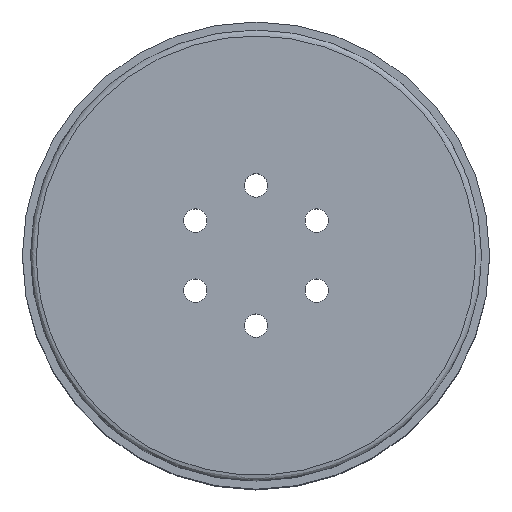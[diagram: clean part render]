
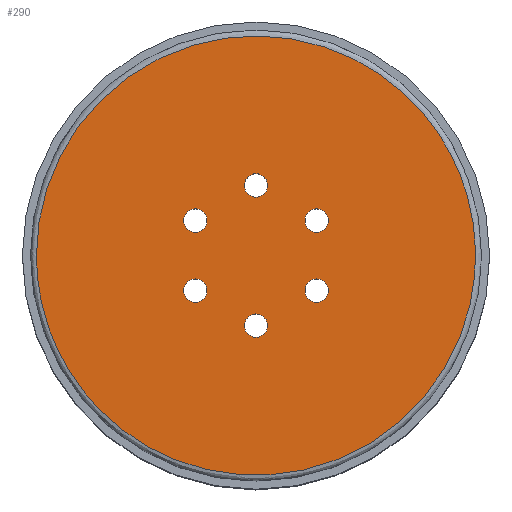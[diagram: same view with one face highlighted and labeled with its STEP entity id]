
A CAD part, top view. The second image highlights one B-rep face of the part: STEP entity #290.
In plain terms, the highlighted planar face has unit normal (0, 0, 1).
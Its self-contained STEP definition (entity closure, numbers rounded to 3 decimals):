
#6 = DIRECTION ( 'NONE',  ( 0., 0., -1. ) ) ;
#8 = EDGE_LOOP ( 'NONE', ( #172 ) ) ;
#40 = CARTESIAN_POINT ( 'NONE',  ( 18.798, 0., 18. ) ) ;
#58 = CARTESIAN_POINT ( 'NONE',  ( 0., -6., 18. ) ) ;
#62 = ORIENTED_EDGE ( 'NONE', *, *, #401, .T. ) ;
#67 = DIRECTION ( 'NONE',  ( 0., 0., -1. ) ) ;
#73 = FACE_BOUND ( 'NONE', #590, .T. ) ;
#74 = VERTEX_POINT ( 'NONE', #896 ) ;
#83 = EDGE_CURVE ( 'NONE', #346, #346, #674, .T. ) ;
#118 = EDGE_LOOP ( 'NONE', ( #245 ) ) ;
#144 =( BOUNDED_CURVE ( )  B_SPLINE_CURVE ( 3, ( #305, #786, #517, #376, #371, #588, #447 ),
 .UNSPECIFIED., .T., .F. ) 
 B_SPLINE_CURVE_WITH_KNOTS ( ( 4, 3, 4 ),
 ( 0., 0.5, 1. ),
 .UNSPECIFIED. ) 
 CURVE ( )  GEOMETRIC_REPRESENTATION_ITEM ( )  RATIONAL_B_SPLINE_CURVE ( ( 1., 0.333, 0.333, 1., 0.333, 0.333, 1. ) ) 
 REPRESENTATION_ITEM ( '' )  );
#148 = EDGE_CURVE ( 'NONE', #892, #892, #144, .T. ) ;
#162 = EDGE_CURVE ( 'NONE', #74, #74, #796, .T. ) ;
#172 = ORIENTED_EDGE ( 'NONE', *, *, #148, .F. ) ;
#192 = FACE_BOUND ( 'NONE', #118, .T. ) ;
#193 = VERTEX_POINT ( 'NONE', #754 ) ;
#196 = EDGE_LOOP ( 'NONE', ( #62 ) ) ;
#197 = CARTESIAN_POINT ( 'NONE',  ( 4.196, 3., 18. ) ) ;
#208 = EDGE_CURVE ( 'NONE', #871, #871, #549, .T. ) ;
#227 = CARTESIAN_POINT ( 'NONE',  ( -5.196, 3., 18. ) ) ;
#241 = AXIS2_PLACEMENT_3D ( 'NONE', #572, #758, #706 ) ;
#245 = ORIENTED_EDGE ( 'NONE', *, *, #278, .T. ) ;
#265 = CARTESIAN_POINT ( 'NONE',  ( 5.196, 3., 18. ) ) ;
#266 = CARTESIAN_POINT ( 'NONE',  ( 5.196, -3., 18. ) ) ;
#275 = CARTESIAN_POINT ( 'NONE',  ( 0., 6., 18. ) ) ;
#278 = EDGE_CURVE ( 'NONE', #193, #193, #372, .T. ) ;
#289 = FACE_OUTER_BOUND ( 'NONE', #8, .T. ) ;
#290 = ADVANCED_FACE ( 'NONE', ( #289, #870, #73, #192, #717, #785, #600 ), #423, .T. ) ;
#304 = ORIENTED_EDGE ( 'NONE', *, *, #83, .T. ) ;
#305 = CARTESIAN_POINT ( 'NONE',  ( 18.798, 0., 18. ) ) ;
#309 = AXIS2_PLACEMENT_3D ( 'NONE', #760, #367, #558 ) ;
#317 = EDGE_LOOP ( 'NONE', ( #794 ) ) ;
#337 = DIRECTION ( 'NONE',  ( 0., 0., -1. ) ) ;
#341 = DIRECTION ( 'NONE',  ( -1., 0., 0. ) ) ;
#346 = VERTEX_POINT ( 'NONE', #404 ) ;
#367 = DIRECTION ( 'NONE',  ( 0., 0., 1. ) ) ;
#371 = CARTESIAN_POINT ( 'NONE',  ( -18.798, 37.597, 18. ) ) ;
#372 = CIRCLE ( 'NONE', #579, 1. ) ;
#376 = CARTESIAN_POINT ( 'NONE',  ( -18.798, 0., 18. ) ) ;
#381 = CIRCLE ( 'NONE', #708, 1. ) ;
#384 = EDGE_LOOP ( 'NONE', ( #649 ) ) ;
#397 = VERTEX_POINT ( 'NONE', #412 ) ;
#401 = EDGE_CURVE ( 'NONE', #520, #520, #630, .T. ) ;
#404 = CARTESIAN_POINT ( 'NONE',  ( 4.196, -3., 18. ) ) ;
#412 = CARTESIAN_POINT ( 'NONE',  ( -1., 6., 18. ) ) ;
#423 = PLANE ( 'NONE',  #309 ) ;
#431 = EDGE_CURVE ( 'NONE', #397, #397, #381, .T. ) ;
#447 = CARTESIAN_POINT ( 'NONE',  ( 18.798, 0., 18. ) ) ;
#457 = AXIS2_PLACEMENT_3D ( 'NONE', #265, #637, #697 ) ;
#473 = CARTESIAN_POINT ( 'NONE',  ( -6.196, -3., 18. ) ) ;
#490 = DIRECTION ( 'NONE',  ( -1., 0., 0. ) ) ;
#512 = EDGE_LOOP ( 'NONE', ( #836 ) ) ;
#517 = CARTESIAN_POINT ( 'NONE',  ( -18.798, -37.597, 18. ) ) ;
#520 = VERTEX_POINT ( 'NONE', #473 ) ;
#549 = CIRCLE ( 'NONE', #457, 1. ) ;
#558 = DIRECTION ( 'NONE',  ( 1., 0., 0. ) ) ;
#572 = CARTESIAN_POINT ( 'NONE',  ( -5.196, -3., 18. ) ) ;
#579 = AXIS2_PLACEMENT_3D ( 'NONE', #58, #67, #766 ) ;
#588 = CARTESIAN_POINT ( 'NONE',  ( 18.798, 37.597, 18. ) ) ;
#589 = DIRECTION ( 'NONE',  ( -1., 0., 0. ) ) ;
#590 = EDGE_LOOP ( 'NONE', ( #304 ) ) ;
#600 = FACE_BOUND ( 'NONE', #317, .T. ) ;
#630 = CIRCLE ( 'NONE', #241, 1. ) ;
#637 = DIRECTION ( 'NONE',  ( 0., 0., -1. ) ) ;
#649 = ORIENTED_EDGE ( 'NONE', *, *, #208, .T. ) ;
#674 = CIRCLE ( 'NONE', #733, 1. ) ;
#697 = DIRECTION ( 'NONE',  ( -1., 0., 0. ) ) ;
#706 = DIRECTION ( 'NONE',  ( -1., 0., 0. ) ) ;
#708 = AXIS2_PLACEMENT_3D ( 'NONE', #275, #835, #490 ) ;
#717 = FACE_BOUND ( 'NONE', #196, .T. ) ;
#733 = AXIS2_PLACEMENT_3D ( 'NONE', #266, #337, #341 ) ;
#754 = CARTESIAN_POINT ( 'NONE',  ( -1., -6., 18. ) ) ;
#758 = DIRECTION ( 'NONE',  ( 0., 0., -1. ) ) ;
#760 = CARTESIAN_POINT ( 'NONE',  ( -19.298, 0., 18. ) ) ;
#766 = DIRECTION ( 'NONE',  ( -1., 0., 0. ) ) ;
#785 = FACE_BOUND ( 'NONE', #512, .T. ) ;
#786 = CARTESIAN_POINT ( 'NONE',  ( 18.798, -37.597, 18. ) ) ;
#794 = ORIENTED_EDGE ( 'NONE', *, *, #431, .T. ) ;
#796 = CIRCLE ( 'NONE', #848, 1. ) ;
#835 = DIRECTION ( 'NONE',  ( 0., 0., -1. ) ) ;
#836 = ORIENTED_EDGE ( 'NONE', *, *, #162, .T. ) ;
#848 = AXIS2_PLACEMENT_3D ( 'NONE', #227, #6, #589 ) ;
#870 = FACE_BOUND ( 'NONE', #384, .T. ) ;
#871 = VERTEX_POINT ( 'NONE', #197 ) ;
#892 = VERTEX_POINT ( 'NONE', #40 ) ;
#896 = CARTESIAN_POINT ( 'NONE',  ( -6.196, 3., 18. ) ) ;
